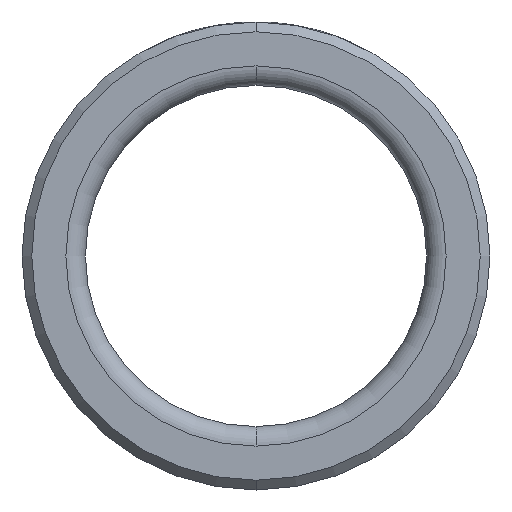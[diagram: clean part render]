
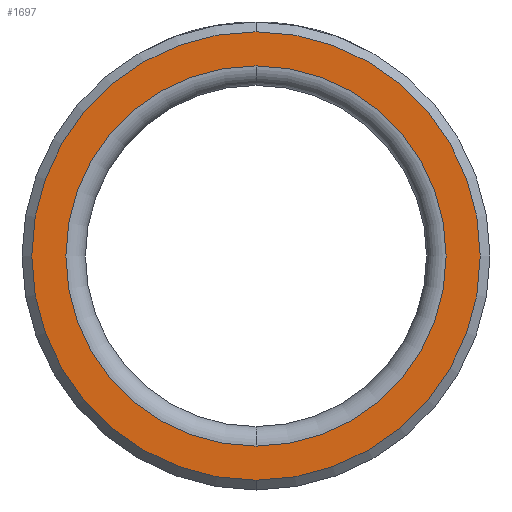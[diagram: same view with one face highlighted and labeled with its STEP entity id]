
A CAD part, front view. The second image highlights one B-rep face of the part: STEP entity #1697.
In plain terms, the highlighted planar face has unit normal (0, -1, 0).
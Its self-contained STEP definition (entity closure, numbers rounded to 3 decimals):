
#10 = DIRECTION ( 'NONE',  ( 0., -1., 0. ) ) ;
#35 = EDGE_LOOP ( 'NONE', ( #1767, #1411 ) ) ;
#47 = ORIENTED_EDGE ( 'NONE', *, *, #1509, .T. ) ;
#49 = EDGE_CURVE ( 'NONE', #1217, #1030, #254, .T. ) ;
#60 = DIRECTION ( 'NONE',  ( 0., 0., 1. ) ) ;
#128 = AXIS2_PLACEMENT_3D ( 'NONE', #1012, #659, #1649 ) ;
#174 = FACE_BOUND ( 'NONE', #35, .T. ) ;
#244 = AXIS2_PLACEMENT_3D ( 'NONE', #1566, #749, #1708 ) ;
#254 = CIRCLE ( 'NONE', #128, 23. ) ;
#483 = CIRCLE ( 'NONE', #1565, 19.5 ) ;
#487 = CARTESIAN_POINT ( 'NONE',  ( 0., 0., 23. ) ) ;
#496 = CARTESIAN_POINT ( 'NONE',  ( 0., 0., -19.5 ) ) ;
#531 = FACE_OUTER_BOUND ( 'NONE', #1318, .T. ) ;
#610 = AXIS2_PLACEMENT_3D ( 'NONE', #1702, #875, #60 ) ;
#659 = DIRECTION ( 'NONE',  ( 0., -1., 0. ) ) ;
#661 = VERTEX_POINT ( 'NONE', #822 ) ;
#667 = EDGE_CURVE ( 'NONE', #661, #910, #483, .T. ) ;
#748 = CARTESIAN_POINT ( 'NONE',  ( 0., 0., -23. ) ) ;
#749 = DIRECTION ( 'NONE',  ( 0., -1., 0. ) ) ;
#761 = DIRECTION ( 'NONE',  ( 0., -1., 0. ) ) ;
#813 = AXIS2_PLACEMENT_3D ( 'NONE', #1582, #761, #1722 ) ;
#822 = CARTESIAN_POINT ( 'NONE',  ( 0., 0., 19.5 ) ) ;
#825 = CARTESIAN_POINT ( 'NONE',  ( 0., 0., 0. ) ) ;
#875 = DIRECTION ( 'NONE',  ( 0., 1., 0. ) ) ;
#906 = CIRCLE ( 'NONE', #244, 19.5 ) ;
#910 = VERTEX_POINT ( 'NONE', #496 ) ;
#961 = DIRECTION ( 'NONE',  ( 0., 0., -1. ) ) ;
#1012 = CARTESIAN_POINT ( 'NONE',  ( 0., 0., 0. ) ) ;
#1030 = VERTEX_POINT ( 'NONE', #487 ) ;
#1217 = VERTEX_POINT ( 'NONE', #748 ) ;
#1318 = EDGE_LOOP ( 'NONE', ( #47, #1474 ) ) ;
#1411 = ORIENTED_EDGE ( 'NONE', *, *, #667, .F. ) ;
#1423 = PLANE ( 'NONE',  #610 ) ;
#1474 = ORIENTED_EDGE ( 'NONE', *, *, #49, .T. ) ;
#1509 = EDGE_CURVE ( 'NONE', #1030, #1217, #1645, .T. ) ;
#1565 = AXIS2_PLACEMENT_3D ( 'NONE', #825, #10, #961 ) ;
#1566 = CARTESIAN_POINT ( 'NONE',  ( 0., 0., 0. ) ) ;
#1582 = CARTESIAN_POINT ( 'NONE',  ( 0., 0., 0. ) ) ;
#1645 = CIRCLE ( 'NONE', #813, 23. ) ;
#1649 = DIRECTION ( 'NONE',  ( 0., 0., -1. ) ) ;
#1679 = EDGE_CURVE ( 'NONE', #910, #661, #906, .T. ) ;
#1697 = ADVANCED_FACE ( 'NONE', ( #174, #531 ), #1423, .F. ) ;
#1702 = CARTESIAN_POINT ( 'NONE',  ( -23., 0., 0. ) ) ;
#1708 = DIRECTION ( 'NONE',  ( 0., 0., -1. ) ) ;
#1722 = DIRECTION ( 'NONE',  ( 0., 0., -1. ) ) ;
#1767 = ORIENTED_EDGE ( 'NONE', *, *, #1679, .F. ) ;
